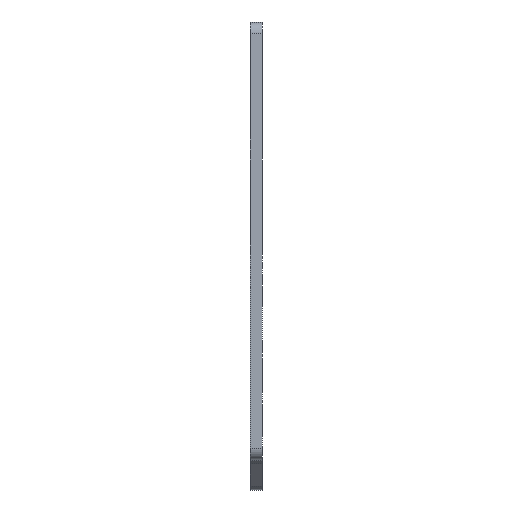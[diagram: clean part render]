
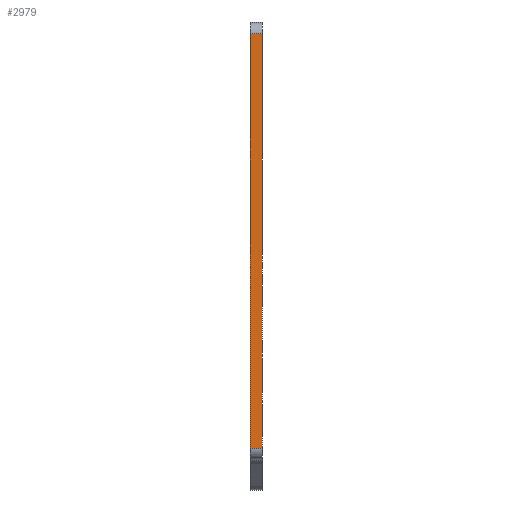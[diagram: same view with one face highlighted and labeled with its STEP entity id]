
A CAD part, front view. The second image highlights one B-rep face of the part: STEP entity #2979.
In plain terms, the highlighted planar face has unit normal (0, -1, 0).
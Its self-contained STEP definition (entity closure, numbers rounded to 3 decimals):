
#194=PLANE('',#3325);
#261=FACE_OUTER_BOUND('',#536,.T.);
#536=EDGE_LOOP('',(#2446,#2447,#2448,#2449));
#637=LINE('',#4455,#844);
#726=LINE('',#4823,#933);
#745=LINE('',#5003,#952);
#746=LINE('',#5004,#953);
#844=VECTOR('',#3504,1.);
#933=VECTOR('',#3857,1.);
#952=VECTOR('',#4058,1.);
#953=VECTOR('',#4059,1.);
#1280=VERTEX_POINT('',#4452);
#1281=VERTEX_POINT('',#4454);
#1427=VERTEX_POINT('',#4820);
#1428=VERTEX_POINT('',#4822);
#1570=EDGE_CURVE('',#1281,#1280,#637,.T.);
#1754=EDGE_CURVE('',#1427,#1428,#726,.T.);
#1845=EDGE_CURVE('',#1427,#1281,#745,.T.);
#1846=EDGE_CURVE('',#1280,#1428,#746,.T.);
#2446=ORIENTED_EDGE('',*,*,#1754,.F.);
#2447=ORIENTED_EDGE('',*,*,#1845,.T.);
#2448=ORIENTED_EDGE('',*,*,#1570,.T.);
#2449=ORIENTED_EDGE('',*,*,#1846,.T.);
#2979=ADVANCED_FACE('',(#261),#194,.F.);
#3325=AXIS2_PLACEMENT_3D('',#5002,#4056,#4057);
#3504=DIRECTION('',(0.,0.,1.));
#3857=DIRECTION('',(0.,0.,1.));
#4056=DIRECTION('center_axis',(0.,1.,0.));
#4057=DIRECTION('ref_axis',(0.,0.,1.));
#4058=DIRECTION('',(1.,0.,0.));
#4059=DIRECTION('',(-1.,0.,0.));
#4452=CARTESIAN_POINT('',(7159.589,-403.486,4246.256));
#4454=CARTESIAN_POINT('',(7159.589,-403.486,4073.756));
#4455=CARTESIAN_POINT('',(7159.589,-403.486,4251.256));
#4820=CARTESIAN_POINT('',(7154.589,-403.486,4073.756));
#4822=CARTESIAN_POINT('',(7154.589,-403.486,4246.256));
#4823=CARTESIAN_POINT('',(7154.589,-403.486,4251.256));
#5002=CARTESIAN_POINT('Origin',(7159.589,-403.486,4251.256));
#5003=CARTESIAN_POINT('',(7159.589,-403.486,4073.756));
#5004=CARTESIAN_POINT('',(7159.589,-403.486,4246.256));
